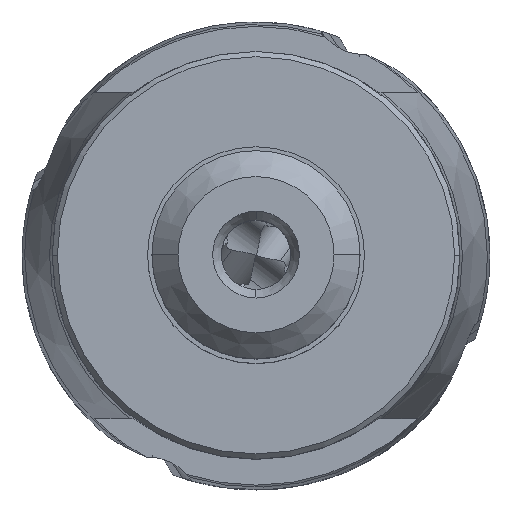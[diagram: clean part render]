
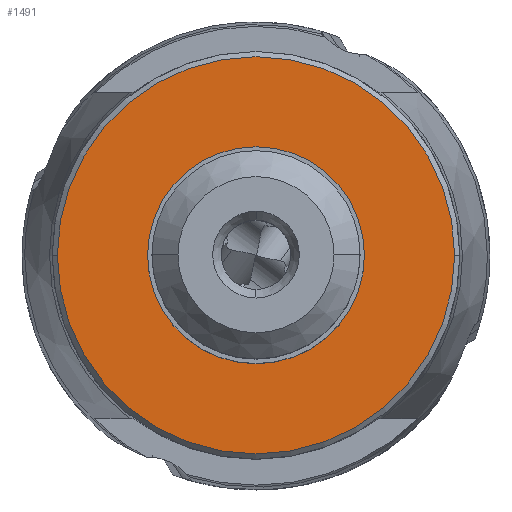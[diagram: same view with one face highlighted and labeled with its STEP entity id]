
A CAD part, top view. The second image highlights one B-rep face of the part: STEP entity #1491.
In plain terms, the highlighted planar face has unit normal (0, 0, 1).
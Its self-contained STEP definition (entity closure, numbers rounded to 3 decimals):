
#241=FACE_BOUND('',#2583,.T.);
#242=FACE_BOUND('',#2584,.T.);
#352=PLANE('',#9061);
#1491=ADVANCED_FACE('',(#241,#242),#352,.T.);
#2583=EDGE_LOOP('',(#4791,#4792,#4793,#4794));
#2584=EDGE_LOOP('',(#4795,#4796));
#2950=CIRCLE('',#9052,6.25);
#2952=CIRCLE('',#9055,6.25);
#2953=CIRCLE('',#9057,11.45);
#2954=CIRCLE('',#9058,11.45);
#2955=CIRCLE('',#9059,11.45);
#2956=CIRCLE('',#9060,11.45);
#4791=ORIENTED_EDGE('',*,*,#7566,.F.);
#4792=ORIENTED_EDGE('',*,*,#7567,.F.);
#4793=ORIENTED_EDGE('',*,*,#7568,.F.);
#4794=ORIENTED_EDGE('',*,*,#7569,.F.);
#4795=ORIENTED_EDGE('',*,*,#7563,.F.);
#4796=ORIENTED_EDGE('',*,*,#7565,.F.);
#6445=VERTEX_POINT('',#17705);
#6446=VERTEX_POINT('',#17707);
#6447=VERTEX_POINT('',#17713);
#6448=VERTEX_POINT('',#17714);
#6449=VERTEX_POINT('',#17716);
#6450=VERTEX_POINT('',#17718);
#7563=EDGE_CURVE('',#6445,#6446,#2950,.T.);
#7565=EDGE_CURVE('',#6446,#6445,#2952,.T.);
#7566=EDGE_CURVE('',#6447,#6448,#2953,.T.);
#7567=EDGE_CURVE('',#6449,#6447,#2954,.T.);
#7568=EDGE_CURVE('',#6450,#6449,#2955,.T.);
#7569=EDGE_CURVE('',#6448,#6450,#2956,.T.);
#9052=AXIS2_PLACEMENT_3D('',#17706,#10768,#10769);
#9055=AXIS2_PLACEMENT_3D('',#17710,#10774,#10775);
#9057=AXIS2_PLACEMENT_3D('',#17712,#10778,#10779);
#9058=AXIS2_PLACEMENT_3D('',#17715,#10780,#10781);
#9059=AXIS2_PLACEMENT_3D('',#17717,#10782,#10783);
#9060=AXIS2_PLACEMENT_3D('',#17719,#10784,#10785);
#9061=AXIS2_PLACEMENT_3D('',#17720,#10786,#10787);
#10768=DIRECTION('',(0.,0.,1.));
#10769=DIRECTION('',(1.,0.,0.));
#10774=DIRECTION('',(0.,0.,1.));
#10775=DIRECTION('',(-1.,0.,0.));
#10778=DIRECTION('',(0.,0.,-1.));
#10779=DIRECTION('',(0.,1.,0.));
#10780=DIRECTION('',(0.,0.,-1.));
#10781=DIRECTION('',(-1.,0.,0.));
#10782=DIRECTION('',(0.,0.,-1.));
#10783=DIRECTION('',(0.,-1.,0.));
#10784=DIRECTION('',(0.,0.,-1.));
#10785=DIRECTION('',(1.,0.,0.));
#10786=DIRECTION('',(0.,0.,1.));
#10787=DIRECTION('',(-1.,0.,0.));
#17705=CARTESIAN_POINT('',(6.25,0.,0.));
#17706=CARTESIAN_POINT('',(0.,0.,0.));
#17707=CARTESIAN_POINT('',(-6.25,0.,0.));
#17710=CARTESIAN_POINT('',(0.,0.,0.));
#17712=CARTESIAN_POINT('',(0.,0.,0.));
#17713=CARTESIAN_POINT('',(0.,11.45,0.));
#17714=CARTESIAN_POINT('',(11.45,0.,0.));
#17715=CARTESIAN_POINT('',(0.,0.,0.));
#17716=CARTESIAN_POINT('',(-11.45,0.,0.));
#17717=CARTESIAN_POINT('',(0.,0.,0.));
#17718=CARTESIAN_POINT('',(0.,-11.45,0.));
#17719=CARTESIAN_POINT('',(0.,0.,0.));
#17720=CARTESIAN_POINT('',(0.,0.,0.));
